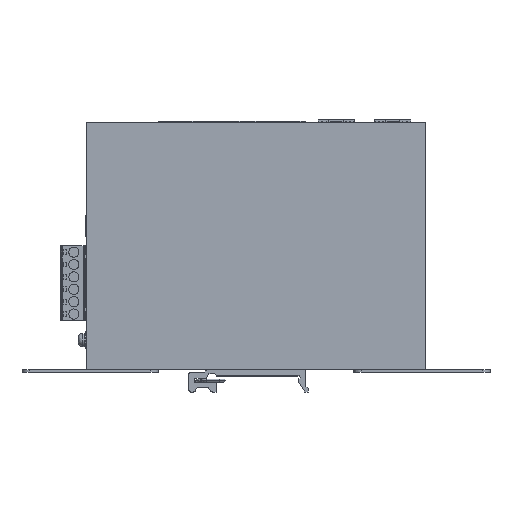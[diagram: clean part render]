
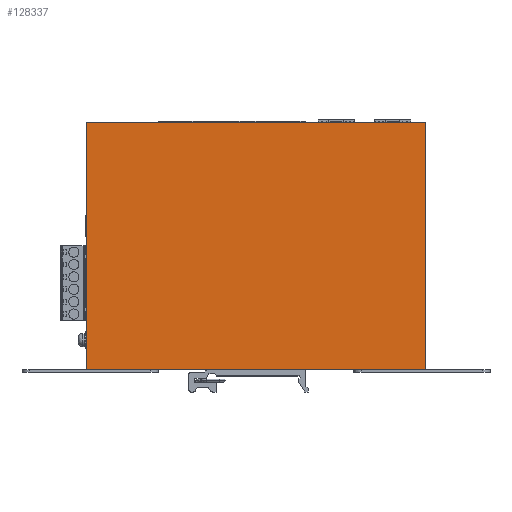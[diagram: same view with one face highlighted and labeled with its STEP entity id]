
A CAD part, top view. The second image highlights one B-rep face of the part: STEP entity #128337.
In plain terms, the highlighted face is planar.
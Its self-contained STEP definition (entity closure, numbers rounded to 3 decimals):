
#115004=DIRECTION('',(1.,0.,0.));
#115005=VECTOR('',#115004,137.);
#115006=CARTESIAN_POINT('',(-68.5,38.,-50.));
#115007=LINE('',#115006,#115005);
#115008=DIRECTION('',(0.,0.,1.));
#115009=VECTOR('',#115008,100.);
#115010=CARTESIAN_POINT('',(68.5,38.,-50.));
#115011=LINE('',#115010,#115009);
#115012=DIRECTION('',(-1.,0.,0.));
#115013=VECTOR('',#115012,137.);
#115014=CARTESIAN_POINT('',(68.5,38.,50.));
#115015=LINE('',#115014,#115013);
#115016=DIRECTION('',(0.,0.,-1.));
#115017=VECTOR('',#115016,100.);
#115018=CARTESIAN_POINT('',(-68.5,38.,50.));
#115019=LINE('',#115018,#115017);
#123566=CARTESIAN_POINT('',(68.5,38.,-50.));
#123567=VERTEX_POINT('',#123566);
#123568=CARTESIAN_POINT('',(-68.5,38.,-50.));
#123569=VERTEX_POINT('',#123568);
#123618=CARTESIAN_POINT('',(68.5,38.,50.));
#123619=VERTEX_POINT('',#123618);
#124532=CARTESIAN_POINT('',(-68.5,38.,50.));
#124533=VERTEX_POINT('',#124532);
#128326=CARTESIAN_POINT('',(0.,38.,0.));
#128327=DIRECTION('',(0.,1.,0.));
#128328=DIRECTION('',(1.,0.,0.));
#128329=AXIS2_PLACEMENT_3D('',#128326,#128327,#128328);
#128330=PLANE('',#128329);
#128331=ORIENTED_EDGE('',*,*,#126470,.T.);
#128332=ORIENTED_EDGE('',*,*,#126551,.T.);
#128333=ORIENTED_EDGE('',*,*,#127705,.T.);
#128334=ORIENTED_EDGE('',*,*,#127754,.T.);
#128335=EDGE_LOOP('',(#128331,#128332,#128333,#128334));
#128336=FACE_OUTER_BOUND('',#128335,.F.);
#128337=ADVANCED_FACE('',(#128336),#128330,.T.);
#126470=EDGE_CURVE('',#123569,#123567,#115007,.T.);
#126551=EDGE_CURVE('',#123567,#123619,#115011,.T.);
#127705=EDGE_CURVE('',#123619,#124533,#115015,.T.);
#127754=EDGE_CURVE('',#124533,#123569,#115019,.T.);
